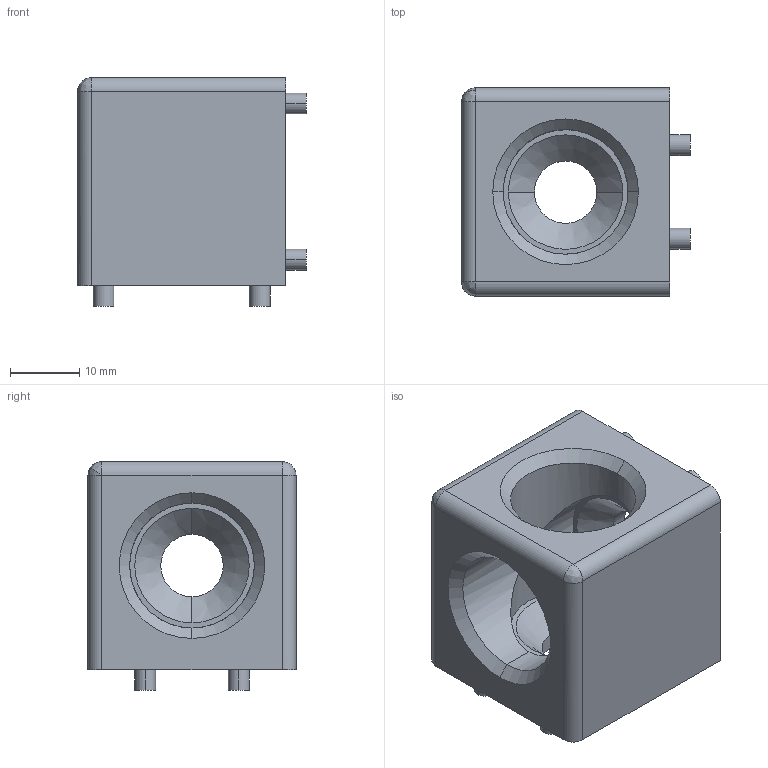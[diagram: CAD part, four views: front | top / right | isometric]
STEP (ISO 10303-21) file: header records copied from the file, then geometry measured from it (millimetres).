
FILE_DESCRIPTION(('STEP AP203'),'1');
FILE_NAME('cctmp_D342F841-4E6E-4E65-8F0B-6EBB6472732D_2025_06_19_08_39_25_0144_26284..stp','2025-06-19T14:39:25',('KiM GmbH'),('CADClick - www.CADClick.com'),'Spatial InterOp 3D',' ','unknown authorization');
FILE_SCHEMA(('CONFIG_CONTROL_DESIGN'));
Length unit declared in the file: millimetre
Products named in the file (1): 1
Bounding box: 33 x 30 x 33 mm (x, y, z)
Volume: 17055.3 mm3; surface area: 6841.4 mm2
Topology: 1 solids, 1 shells, 64 faces, 138 edges, 84 vertices
Faces by surface type: cylinder 33, plane 19, cone 8, bspline 4
Entity records: 1842 total; most frequent: CARTESIAN_POINT 371, DIRECTION 324, ORIENTED_EDGE 276, EDGE_CURVE 138, AXIS2_PLACEMENT_3D 133, VERTEX_POINT 84, EDGE_LOOP 78, CIRCLE 72
